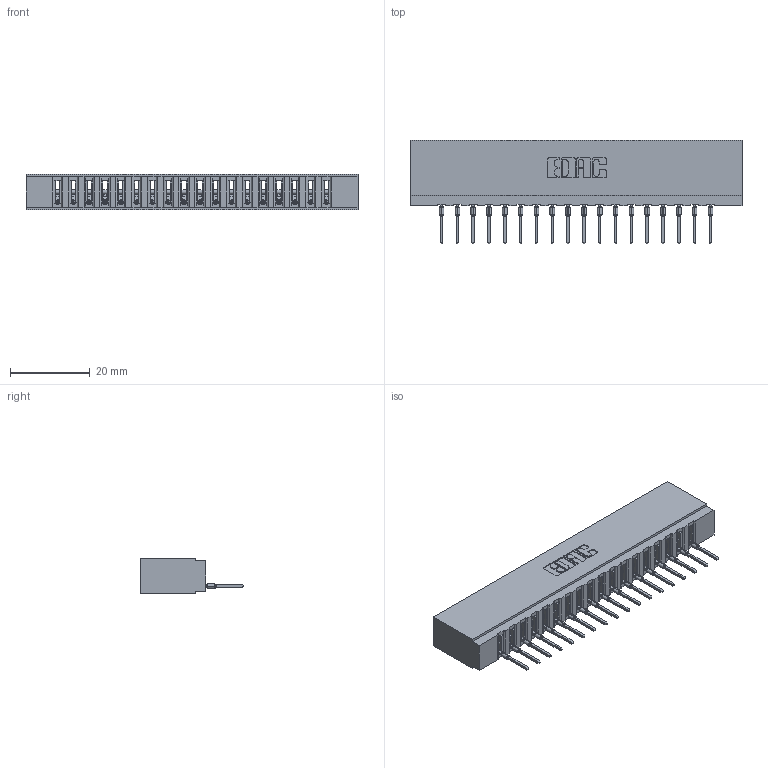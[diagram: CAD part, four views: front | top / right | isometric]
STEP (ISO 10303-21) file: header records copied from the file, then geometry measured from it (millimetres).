
FILE_DESCRIPTION (( 'STEP AP203' ), '1' );
FILE_NAME ('737-018-522-101.STEP', '2020-09-10T20:23:16', ( '' ), ( '' ), 'SwSTEP 2.0', 'SolidWorks 2020', '' );
FILE_SCHEMA (( 'CONFIG_CONTROL_DESIGN' ));
Length unit declared in the file: inch
Products named in the file (3): 737 Part_Insulator Option - 01; 745-292-001_522; 737-018-522-101
Assembly tree (19 placements, depth 2):
  737-018-522-101
    737 Part_Insulator Option - 01
    745-292-001_522  x18
Bounding box: 83.16 x 25.92 x 8.89 mm (x, y, z)
Volume: 8214.7 mm3; surface area: 10639.4 mm2
Topology: 19 solids, 19 shells, 2128 faces, 5853 edges, 3698 vertices
Faces by surface type: plane 1278, cylinder 382, bspline 360, torus 108
Entity records: 33571 total; most frequent: CARTESIAN_POINT 6419, ORIENTED_EDGE 5824, DIRECTION 5068, EDGE_CURVE 2912, VECTOR 2622, LINE 2622, VERTEX_POINT 1862, AXIS2_PLACEMENT_3D 1223
